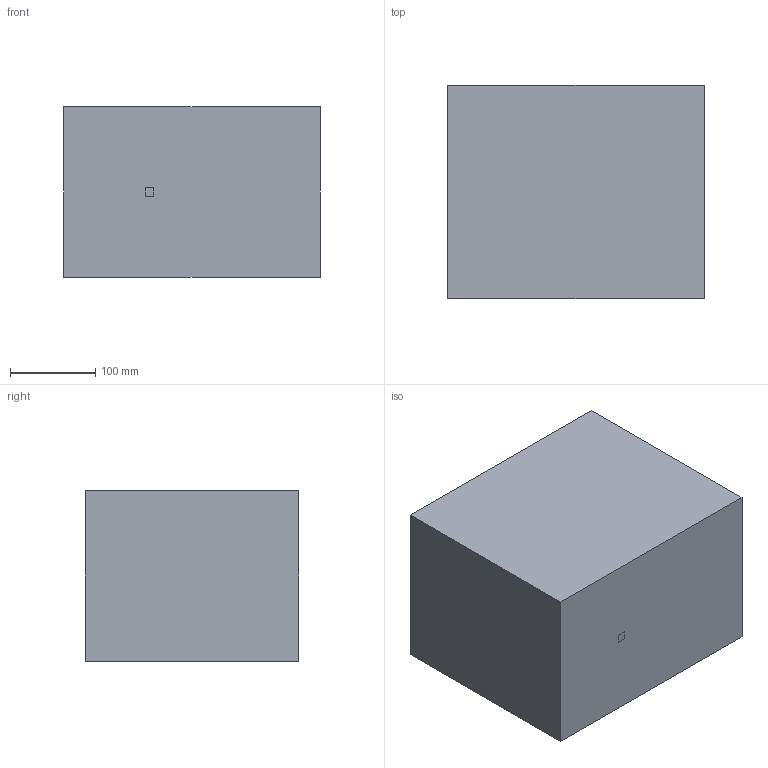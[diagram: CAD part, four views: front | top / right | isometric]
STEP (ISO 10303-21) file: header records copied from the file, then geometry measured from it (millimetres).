
FILE_DESCRIPTION(('FreeCAD Model'),'2;1');
FILE_NAME( '001.step', '2016-08-29T23:12:33',('Author'),(''), 'Open CASCADE STEP processor 6.8','FreeCAD','Unknown');
FILE_SCHEMA(('AUTOMOTIVE_DESIGN_CC2 { 1 2 10303 214 -1 1 5 4 }'));
Length unit declared in the file: millimetre
Products named in the file (3): ASSEMBLY; Pad; Cut
Assembly tree (2 placements, depth 2):
  ASSEMBLY
    Pad
    Cut
Bounding box: 300 x 250 x 200 mm (x, y, z)
Volume: 15000000 mm3; surface area: 406366.7 mm2
Topology: 2 solids, 2 shells, 49 faces, 132 edges, 88 vertices
Faces by surface type: plane 33, cylinder 16
Entity records: 3415 total; most frequent: CARTESIAN_POINT 728, DIRECTION 500, LINE 332, VECTOR 332, ORIENTED_EDGE 264, PCURVE 264, DEFINITIONAL_REPRESENTATION 264, EDGE_CURVE 132
